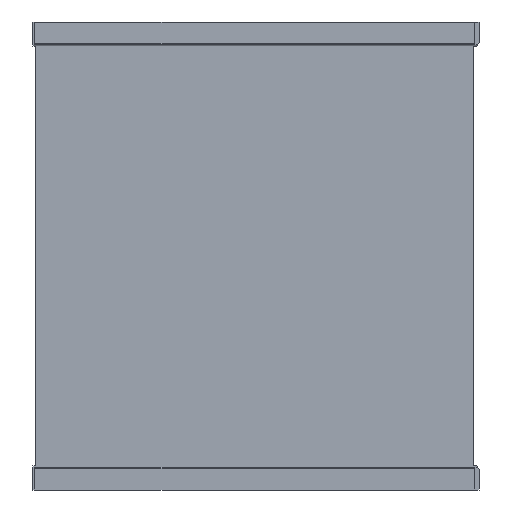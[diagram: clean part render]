
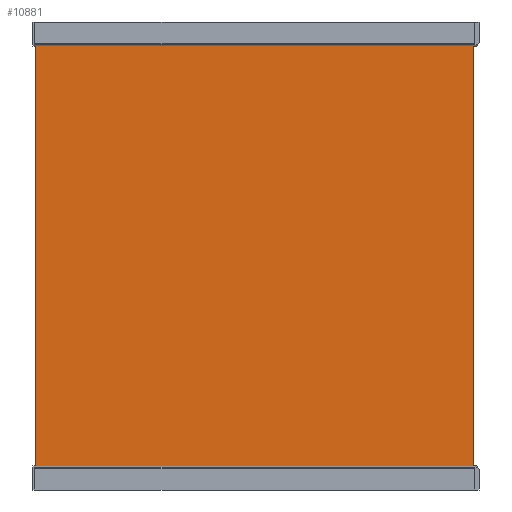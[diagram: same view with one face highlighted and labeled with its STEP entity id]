
A CAD part, left-side view. The second image highlights one B-rep face of the part: STEP entity #10881.
In plain terms, the highlighted planar face has unit normal (-1, 0, 0).
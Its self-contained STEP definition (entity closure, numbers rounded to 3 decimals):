
#421 = FACE_OUTER_BOUND ( 'NONE', #6481, .T. ) ;
#1211 = AXIS2_PLACEMENT_3D ( 'NONE', #12938, #13051, #18251 ) ;
#2572 = LINE ( 'NONE', #14848, #6801 ) ;
#3016 = DIRECTION ( 'NONE',  ( 0., 0., -1. ) ) ;
#3049 = ORIENTED_EDGE ( 'NONE', *, *, #16710, .T. ) ;
#3260 = EDGE_CURVE ( 'NONE', #16830, #7671, #15112, .T. ) ;
#4916 = CARTESIAN_POINT ( 'NONE',  ( -6.38, -498., -500. ) ) ;
#5352 = EDGE_CURVE ( 'NONE', #19680, #20577, #2572, .T. ) ;
#5894 = VECTOR ( 'NONE', #22144, 1000. ) ;
#6166 = ORIENTED_EDGE ( 'NONE', *, *, #3260, .T. ) ;
#6481 = EDGE_LOOP ( 'NONE', ( #3049, #6166, #11642, #9987 ) ) ;
#6801 = VECTOR ( 'NONE', #3016, 1000. ) ;
#7671 = VERTEX_POINT ( 'NONE', #9656 ) ;
#9656 = CARTESIAN_POINT ( 'NONE',  ( -6.38, -497.5, 500. ) ) ;
#9987 = ORIENTED_EDGE ( 'NONE', *, *, #5352, .T. ) ;
#10881 = ADVANCED_FACE ( 'NONE', ( #421 ), #14789, .F. ) ;
#10921 = CARTESIAN_POINT ( 'NONE',  ( -6.38, -497.5, -500. ) ) ;
#11612 = CARTESIAN_POINT ( 'NONE',  ( -6.38, 497.5, -500. ) ) ;
#11642 = ORIENTED_EDGE ( 'NONE', *, *, #12931, .F. ) ;
#12678 = VECTOR ( 'NONE', #17406, 1000. ) ;
#12931 = EDGE_CURVE ( 'NONE', #19680, #7671, #15300, .T. ) ;
#12938 = CARTESIAN_POINT ( 'NONE',  ( -6.38, -498., 500. ) ) ;
#13051 = DIRECTION ( 'NONE',  ( 1., 0., 0. ) ) ;
#14619 = VECTOR ( 'NONE', #14850, 1000. ) ;
#14789 = PLANE ( 'NONE',  #1211 ) ;
#14848 = CARTESIAN_POINT ( 'NONE',  ( -6.38, 497.5, 500. ) ) ;
#14850 = DIRECTION ( 'NONE',  ( 0., -1., 0. ) ) ;
#15112 = LINE ( 'NONE', #16862, #5894 ) ;
#15300 = LINE ( 'NONE', #18532, #14619 ) ;
#15452 = LINE ( 'NONE', #4916, #12678 ) ;
#16710 = EDGE_CURVE ( 'NONE', #20577, #16830, #15452, .T. ) ;
#16830 = VERTEX_POINT ( 'NONE', #10921 ) ;
#16862 = CARTESIAN_POINT ( 'NONE',  ( -6.38, -497.5, 500. ) ) ;
#17406 = DIRECTION ( 'NONE',  ( 0., -1., 0. ) ) ;
#18251 = DIRECTION ( 'NONE',  ( 0., 0., -1. ) ) ;
#18532 = CARTESIAN_POINT ( 'NONE',  ( -6.38, -498., 500. ) ) ;
#19680 = VERTEX_POINT ( 'NONE', #20144 ) ;
#20144 = CARTESIAN_POINT ( 'NONE',  ( -6.38, 497.5, 500. ) ) ;
#20577 = VERTEX_POINT ( 'NONE', #11612 ) ;
#22144 = DIRECTION ( 'NONE',  ( 0., 0., 1. ) ) ;
